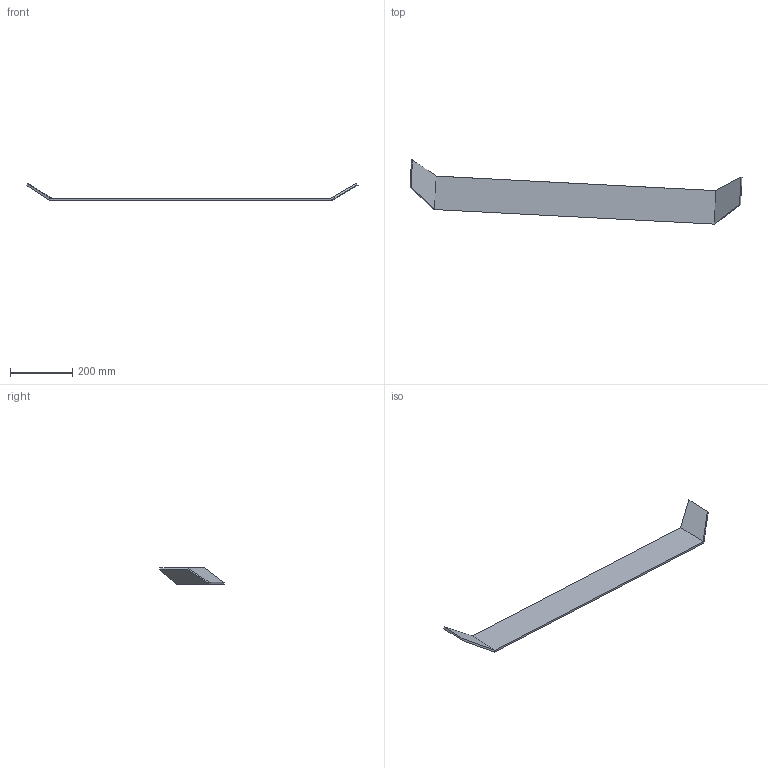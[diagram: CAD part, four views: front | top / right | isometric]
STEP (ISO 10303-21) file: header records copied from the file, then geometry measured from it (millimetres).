
FILE_DESCRIPTION(('WelSim Geometry'),'2;1');
FILE_NAME('Geom104.step', '2023-02-23T22:05:56',('WELSIM'),('WelSimulation LLC'), 'Open CASCADE STEP processor 7.5','WelSim25','Unknown');
FILE_SCHEMA(('AUTOMOTIVE_DESIGN { 1 0 10303 214 1 1 1 1 }'));
Length unit declared in the file: millimetre
Products named in the file (1): Part 18
Bounding box: 1070.34 x 207.07 x 53.67 mm (x, y, z)
Volume: 736338 mm3; surface area: 247332.8 mm2
Topology: 1 solids, 1 shells, 16 faces, 36 edges, 22 vertices
Faces by surface type: plane 16
Entity records: 910 total; most frequent: CARTESIAN_POINT 147, DIRECTION 142, LINE 108, VECTOR 108, ORIENTED_EDGE 72, PCURVE 72, DEFINITIONAL_REPRESENTATION 72, EDGE_CURVE 36
